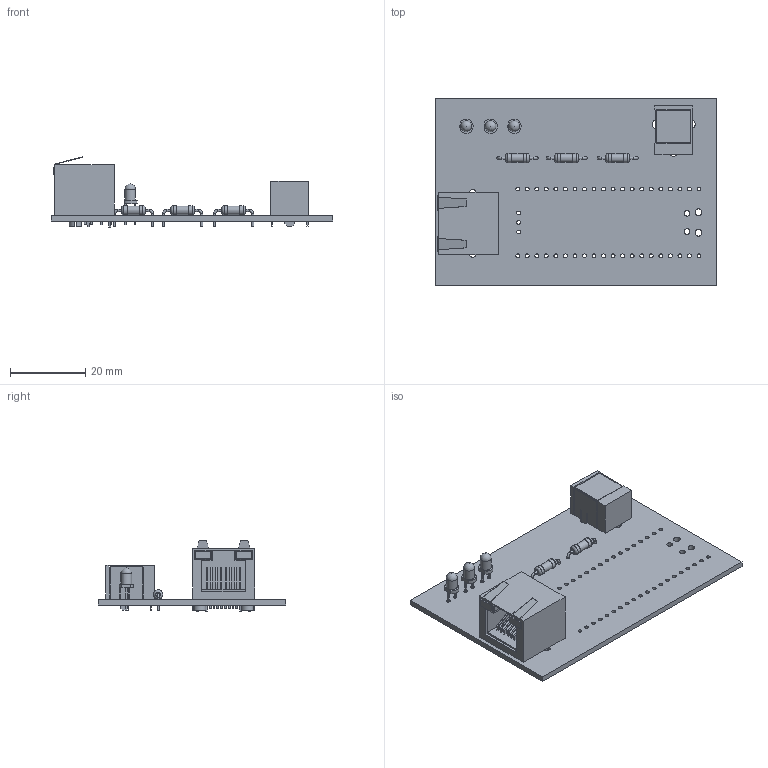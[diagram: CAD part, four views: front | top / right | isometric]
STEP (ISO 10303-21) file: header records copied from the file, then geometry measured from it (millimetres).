
FILE_DESCRIPTION(('KiCad electronic assembly'),'2;1');
FILE_NAME('czujnik.step','2025-06-19T22:13:50',('Pcbnew'),('Kicad'), 'Open CASCADE STEP processor 7.8','KiCad to STEP converter','Unknown' );
FILE_SCHEMA(('AUTOMOTIVE_DESIGN { 1 0 10303 214 1 1 1 1 }'));
Length unit declared in the file: millimetre
Products named in the file (7): czujnik 1; BarrelJack_CUI_PJ-063AH_Horizontal; LED_D3.0mm_Clear; Pico; RJ45_Amphenol_RJHSE538X; R_Axial_DIN0207_L6.3mm_D2.5mm_P10.16mm_Horizontal; czujnik_PCB
Assembly tree (10 placements, depth 2):
  czujnik 1
    BarrelJack_CUI_PJ-063AH_Horizontal
    LED_D3.0mm_Clear  x3
    Pico
    RJ45_Amphenol_RJHSE538X
    R_Axial_DIN0207_L6.3mm_D2.5mm_P10.16mm_Horizontal  x3
    czujnik_PCB
Bounding box: 75 x 50 x 18.68 mm (x, y, z)
Volume: 9017.1 mm3; surface area: 12404.6 mm2
Topology: 12 solids, 12 shells, 444 faces, 1087 edges, 716 vertices
Faces by surface type: plane 304, cylinder 124, torus 12, sphere 4
Full cylindrical faces by diameter (mm): 0.5 x12, 0.6 x12, 0.8 x6, 0.9 x18, 1.02 x43, 1.5 x3, 1.6 x1, 1.8 x4, 2 x1, 2.25 x3, 2.3 x1, 2.5 x8, 2.9 x3, 3 x1, 3.25 x4, 6.5 x1
Entity records: 13921 total; most frequent: CARTESIAN_POINT 1988, DIRECTION 1967, ORIENTED_EDGE 1922, EDGE_CURVE 961, LINE 733, VECTOR 733, VERTEX_POINT 638, AXIS2_PLACEMENT_3D 617
